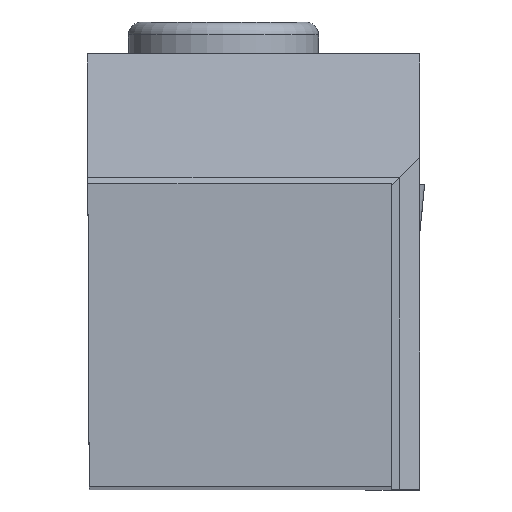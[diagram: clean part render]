
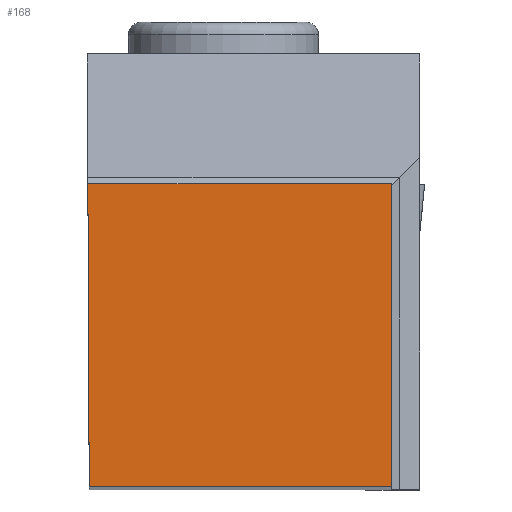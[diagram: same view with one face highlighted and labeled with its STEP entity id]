
A CAD part, top view. The second image highlights one B-rep face of the part: STEP entity #168.
In plain terms, the highlighted planar face has unit normal (0, 0, 1).
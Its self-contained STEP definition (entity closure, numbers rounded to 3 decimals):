
#168=ADVANCED_FACE('BLANK_BOXF006',(#275),#218,.F.);
#218=PLANE('',#1340);
#275=FACE_OUTER_BOUND('',#334,.T.);
#334=EDGE_LOOP('',(#857,#858,#859,#860));
#458=LINE('',#2095,#594);
#463=LINE('',#2106,#599);
#467=LINE('',#2114,#603);
#468=LINE('',#2116,#604);
#594=VECTOR('',#1579,1.);
#599=VECTOR('',#1590,1.);
#603=VECTOR('',#1596,1.);
#604=VECTOR('',#1597,1.);
#857=ORIENTED_EDGE('',*,*,#1184,.T.);
#858=ORIENTED_EDGE('',*,*,#1185,.T.);
#859=ORIENTED_EDGE('',*,*,#1180,.T.);
#860=ORIENTED_EDGE('',*,*,#1174,.T.);
#1032=VERTEX_POINT('',#2094);
#1033=VERTEX_POINT('',#2096);
#1036=VERTEX_POINT('',#2107);
#1039=VERTEX_POINT('',#2115);
#1174=EDGE_CURVE('',#1033,#1032,#458,.T.);
#1180=EDGE_CURVE('',#1036,#1033,#463,.T.);
#1184=EDGE_CURVE('',#1032,#1039,#467,.T.);
#1185=EDGE_CURVE('',#1039,#1036,#468,.T.);
#1340=AXIS2_PLACEMENT_3D('',#2117,#1598,#1599);
#1579=DIRECTION('',(1.,0.,0.));
#1590=DIRECTION('',(0.004,-1.,0.));
#1596=DIRECTION('',(0.,1.,0.));
#1597=DIRECTION('',(-1.,0.,0.));
#1598=DIRECTION('',(0.,0.,-1.));
#1599=DIRECTION('',(0.,-1.,0.));
#2094=CARTESIAN_POINT('',(18.923,0.,0.));
#2095=CARTESIAN_POINT('',(-113.3,0.,0.));
#2096=CARTESIAN_POINT('',(0.083,0.,0.));
#2106=CARTESIAN_POINT('',(-0.412,113.299,0.));
#2107=CARTESIAN_POINT('',(0.,18.923,0.));
#2114=CARTESIAN_POINT('',(18.923,-113.3,0.));
#2115=CARTESIAN_POINT('',(18.923,18.923,0.));
#2116=CARTESIAN_POINT('',(113.3,18.923,0.));
#2117=CARTESIAN_POINT('',(20.681,-5.,0.));
